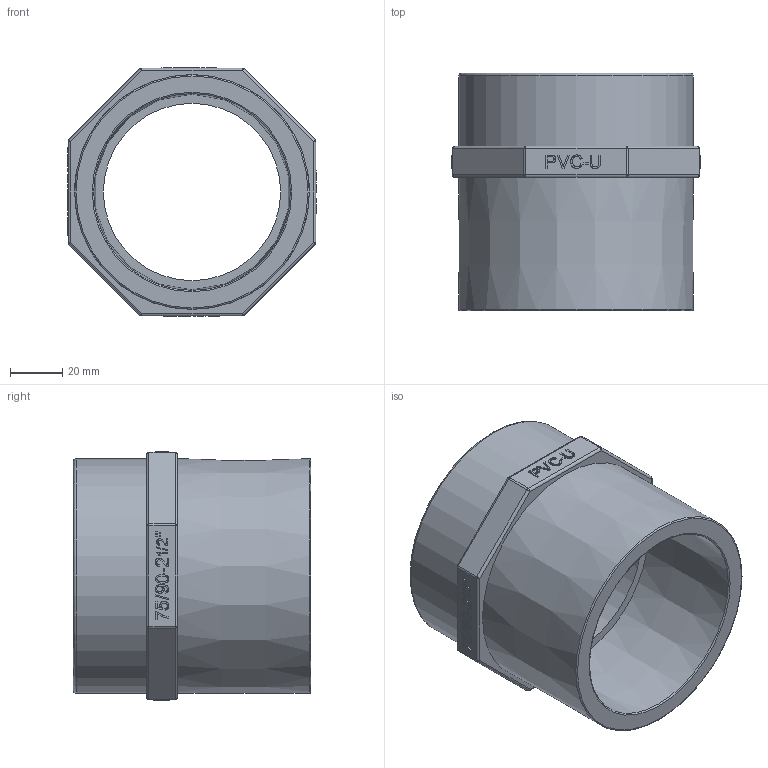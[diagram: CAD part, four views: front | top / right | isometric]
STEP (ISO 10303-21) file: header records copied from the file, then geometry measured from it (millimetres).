
FILE_DESCRIPTION(/* description */ (''),/* implementation_level */ '2;1');
FILE_NAME(/* name */ 'Z1E075075.stp',/* time_stamp */ '2025-07-03T16:21:51+08:00',/* author */ (''),/* organization */ (''),/* preprocessor_version */ 'ST-DEVELOPER v16.7',/* originating_system */ 'SIEMENS PLM Software NX 12.0',/* authorisation */ '');
FILE_SCHEMA (('AUTOMOTIVE_DESIGN { 1 0 10303 214 3 1 1 1 }'));
Length unit declared in the file: millimetre
Products named in the file (1): Admi0DA0E6ABsrs0
Bounding box: 95.5 x 91 x 95.5 mm (x, y, z)
Volume: 204302.8 mm3; surface area: 59754.3 mm2
Topology: 1 solids, 1 shells, 451 faces, 1197 edges, 770 vertices
Faces by surface type: extrusion 203, plane 176, cylinder 48, sphere 16, torus 4, cone 2, bspline 2
Full cylindrical faces by diameter (mm): 3.108 x1, 4.144 x1, 68 x1, 75.184 x13, 77 x1, 90 x1
Entity records: 16946 total; most frequent: CARTESIAN_POINT 7629, ORIENTED_EDGE 2258, DIRECTION 1138, EDGE_CURVE 1129, B_SPLINE_CURVE_WITH_KNOTS 944, VERTEX_POINT 743, VECTOR 512, EDGE_LOOP 490
